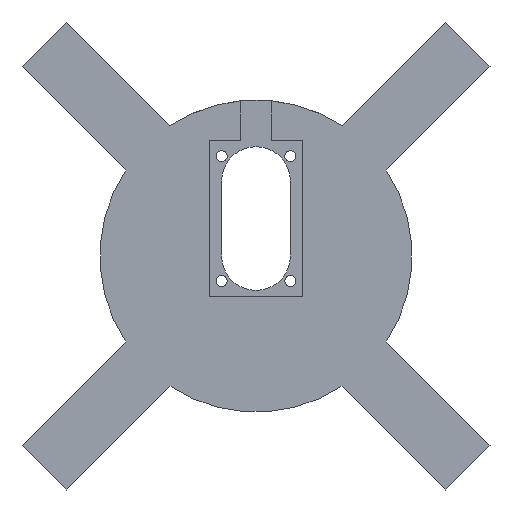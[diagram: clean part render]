
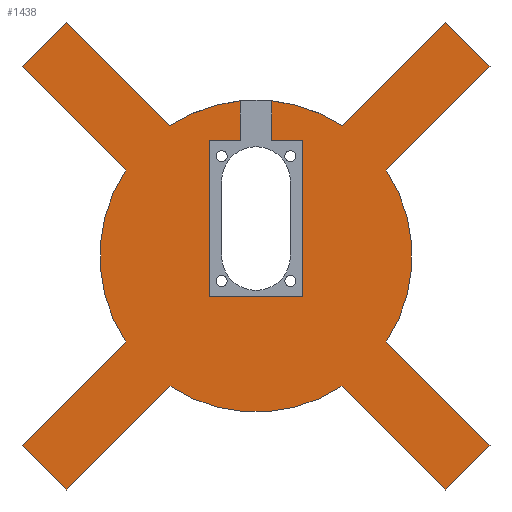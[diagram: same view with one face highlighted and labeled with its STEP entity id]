
A CAD part, front view. The second image highlights one B-rep face of the part: STEP entity #1438.
In plain terms, the highlighted planar face has unit normal (0, -1, 0).
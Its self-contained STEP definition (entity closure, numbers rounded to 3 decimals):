
#37=CIRCLE('',#1485,50.);
#38=CIRCLE('',#1487,50.);
#39=CIRCLE('',#1491,50.);
#41=CIRCLE('',#1493,50.);
#42=CIRCLE('',#1497,50.);
#156=FACE_OUTER_BOUND('',#254,.T.);
#254=EDGE_LOOP('',(#1279,#1280,#1281,#1282,#1283,#1284,#1285,#1286,#1287,
#1288,#1289,#1290,#1291,#1292,#1293,#1294,#1295,#1296,#1297,#1298,#1299,
#1300,#1301,#1302));
#296=LINE('',#2022,#462);
#321=LINE('',#2088,#487);
#327=LINE('',#2100,#493);
#333=LINE('',#2112,#499);
#336=LINE('',#2118,#502);
#338=LINE('',#2121,#504);
#341=LINE('',#2132,#507);
#343=LINE('',#2135,#509);
#347=LINE('',#2149,#513);
#348=LINE('',#2151,#514);
#351=LINE('',#2159,#517);
#352=LINE('',#2161,#518);
#353=LINE('',#2164,#519);
#356=LINE('',#2170,#522);
#359=LINE('',#2176,#525);
#362=LINE('',#2182,#528);
#365=LINE('',#2188,#531);
#368=LINE('',#2194,#534);
#371=LINE('',#2199,#537);
#462=VECTOR('',#1629,10.);
#487=VECTOR('',#1676,10.);
#493=VECTOR('',#1686,10.);
#499=VECTOR('',#1696,10.);
#502=VECTOR('',#1701,10.);
#504=VECTOR('',#1705,10.);
#507=VECTOR('',#1718,10.);
#509=VECTOR('',#1722,10.);
#513=VECTOR('',#1736,10.);
#514=VECTOR('',#1739,10.);
#517=VECTOR('',#1748,10.);
#518=VECTOR('',#1751,10.);
#519=VECTOR('',#1754,10.);
#522=VECTOR('',#1759,10.);
#525=VECTOR('',#1764,10.);
#528=VECTOR('',#1769,10.);
#531=VECTOR('',#1774,10.);
#534=VECTOR('',#1779,10.);
#537=VECTOR('',#1784,10.);
#615=VERTEX_POINT('',#2019);
#616=VERTEX_POINT('',#2021);
#645=VERTEX_POINT('',#2085);
#646=VERTEX_POINT('',#2087);
#649=VERTEX_POINT('',#2097);
#650=VERTEX_POINT('',#2099);
#653=VERTEX_POINT('',#2109);
#654=VERTEX_POINT('',#2111);
#655=VERTEX_POINT('',#2115);
#656=VERTEX_POINT('',#2117);
#657=VERTEX_POINT('',#2123);
#658=VERTEX_POINT('',#2129);
#659=VERTEX_POINT('',#2131);
#660=VERTEX_POINT('',#2137);
#663=VERTEX_POINT('',#2143);
#664=VERTEX_POINT('',#2147);
#665=VERTEX_POINT('',#2153);
#666=VERTEX_POINT('',#2157);
#667=VERTEX_POINT('',#2163);
#669=VERTEX_POINT('',#2169);
#671=VERTEX_POINT('',#2175);
#673=VERTEX_POINT('',#2181);
#675=VERTEX_POINT('',#2187);
#677=VERTEX_POINT('',#2193);
#756=EDGE_CURVE('',#616,#615,#296,.T.);
#789=EDGE_CURVE('',#646,#645,#321,.T.);
#795=EDGE_CURVE('',#650,#649,#327,.T.);
#801=EDGE_CURVE('',#654,#653,#333,.T.);
#804=EDGE_CURVE('',#656,#655,#336,.T.);
#806=EDGE_CURVE('',#655,#616,#338,.T.);
#808=EDGE_CURVE('',#657,#615,#37,.T.);
#809=EDGE_CURVE('',#656,#645,#38,.T.);
#811=EDGE_CURVE('',#659,#658,#341,.T.);
#813=EDGE_CURVE('',#658,#646,#343,.T.);
#814=EDGE_CURVE('',#659,#660,#39,.T.);
#818=EDGE_CURVE('',#663,#649,#41,.T.);
#820=EDGE_CURVE('',#657,#664,#347,.T.);
#821=EDGE_CURVE('',#664,#654,#348,.T.);
#823=EDGE_CURVE('',#665,#653,#42,.T.);
#825=EDGE_CURVE('',#665,#666,#351,.T.);
#826=EDGE_CURVE('',#666,#650,#352,.T.);
#827=EDGE_CURVE('',#663,#667,#353,.T.);
#830=EDGE_CURVE('',#669,#660,#356,.T.);
#833=EDGE_CURVE('',#671,#669,#359,.T.);
#836=EDGE_CURVE('',#673,#671,#362,.T.);
#839=EDGE_CURVE('',#675,#673,#365,.T.);
#842=EDGE_CURVE('',#677,#675,#368,.T.);
#845=EDGE_CURVE('',#667,#677,#371,.T.);
#1279=ORIENTED_EDGE('',*,*,#808,.F.);
#1280=ORIENTED_EDGE('',*,*,#820,.T.);
#1281=ORIENTED_EDGE('',*,*,#821,.T.);
#1282=ORIENTED_EDGE('',*,*,#801,.T.);
#1283=ORIENTED_EDGE('',*,*,#823,.F.);
#1284=ORIENTED_EDGE('',*,*,#825,.T.);
#1285=ORIENTED_EDGE('',*,*,#826,.T.);
#1286=ORIENTED_EDGE('',*,*,#795,.T.);
#1287=ORIENTED_EDGE('',*,*,#818,.F.);
#1288=ORIENTED_EDGE('',*,*,#827,.T.);
#1289=ORIENTED_EDGE('',*,*,#845,.T.);
#1290=ORIENTED_EDGE('',*,*,#842,.T.);
#1291=ORIENTED_EDGE('',*,*,#839,.T.);
#1292=ORIENTED_EDGE('',*,*,#836,.T.);
#1293=ORIENTED_EDGE('',*,*,#833,.T.);
#1294=ORIENTED_EDGE('',*,*,#830,.T.);
#1295=ORIENTED_EDGE('',*,*,#814,.F.);
#1296=ORIENTED_EDGE('',*,*,#811,.T.);
#1297=ORIENTED_EDGE('',*,*,#813,.T.);
#1298=ORIENTED_EDGE('',*,*,#789,.T.);
#1299=ORIENTED_EDGE('',*,*,#809,.F.);
#1300=ORIENTED_EDGE('',*,*,#804,.T.);
#1301=ORIENTED_EDGE('',*,*,#806,.T.);
#1302=ORIENTED_EDGE('',*,*,#756,.T.);
#1363=PLANE('',#1557);
#1438=ADVANCED_FACE('',(#156),#1363,.F.);
#1485=AXIS2_PLACEMENT_3D('',#2125,#1709,#1710);
#1487=AXIS2_PLACEMENT_3D('',#2127,#1713,#1714);
#1491=AXIS2_PLACEMENT_3D('',#2138,#1725,#1726);
#1493=AXIS2_PLACEMENT_3D('',#2145,#1731,#1732);
#1497=AXIS2_PLACEMENT_3D('',#2155,#1743,#1744);
#1557=AXIS2_PLACEMENT_3D('',#2335,#1934,#1935);
#1629=DIRECTION('',(0.707,0.,0.707));
#1676=DIRECTION('',(0.707,0.,-0.707));
#1686=DIRECTION('',(-0.707,0.,-0.707));
#1696=DIRECTION('',(-0.707,0.,0.707));
#1701=DIRECTION('',(-0.707,0.,-0.707));
#1705=DIRECTION('',(0.707,0.,-0.707));
#1709=DIRECTION('center_axis',(0.,1.,0.));
#1710=DIRECTION('ref_axis',(1.,0.,0.));
#1713=DIRECTION('center_axis',(0.,1.,0.));
#1714=DIRECTION('ref_axis',(1.,0.,0.));
#1718=DIRECTION('',(-0.707,0.,0.707));
#1722=DIRECTION('',(-0.707,0.,-0.707));
#1725=DIRECTION('center_axis',(0.,1.,0.));
#1726=DIRECTION('ref_axis',(1.,0.,0.));
#1731=DIRECTION('center_axis',(0.,1.,0.));
#1732=DIRECTION('ref_axis',(1.,0.,0.));
#1736=DIRECTION('',(0.707,0.,-0.707));
#1739=DIRECTION('',(0.707,0.,0.707));
#1743=DIRECTION('center_axis',(0.,1.,0.));
#1744=DIRECTION('ref_axis',(1.,0.,0.));
#1748=DIRECTION('',(0.707,0.,0.707));
#1751=DIRECTION('',(-0.707,0.,0.707));
#1754=DIRECTION('',(0.,0.,-1.));
#1759=DIRECTION('',(0.,0.,1.));
#1764=DIRECTION('',(1.,0.,0.));
#1769=DIRECTION('',(0.,0.,1.));
#1774=DIRECTION('',(-1.,0.,0.));
#1779=DIRECTION('',(0.,0.,-1.));
#1784=DIRECTION('',(1.,0.,0.));
#1934=DIRECTION('center_axis',(0.,1.,0.));
#1935=DIRECTION('ref_axis',(1.,0.,0.));
#2019=CARTESIAN_POINT('',(-27.57,0.,-41.712));
#2021=CARTESIAN_POINT('',(-60.842,0.,-74.984));
#2022=CARTESIAN_POINT('',(-26.194,0.,-40.336));
#2085=CARTESIAN_POINT('',(-41.712,0.,27.57));
#2087=CARTESIAN_POINT('',(-74.984,0.,60.842));
#2088=CARTESIAN_POINT('',(-40.336,0.,26.194));
#2097=CARTESIAN_POINT('',(27.57,0.,41.712));
#2099=CARTESIAN_POINT('',(60.842,0.,74.984));
#2100=CARTESIAN_POINT('',(26.194,0.,40.336));
#2109=CARTESIAN_POINT('',(41.712,0.,-27.57));
#2111=CARTESIAN_POINT('',(74.984,0.,-60.842));
#2112=CARTESIAN_POINT('',(40.336,0.,-26.194));
#2115=CARTESIAN_POINT('',(-74.984,0.,-60.842));
#2117=CARTESIAN_POINT('',(-41.712,0.,-27.57));
#2118=CARTESIAN_POINT('',(-40.336,0.,-26.194));
#2121=CARTESIAN_POINT('',(-67.913,0.,-67.913));
#2123=CARTESIAN_POINT('',(27.57,0.,-41.712));
#2125=CARTESIAN_POINT('Origin',(0.,0.,0.));
#2127=CARTESIAN_POINT('Origin',(0.,0.,0.));
#2129=CARTESIAN_POINT('',(-60.842,0.,74.984));
#2131=CARTESIAN_POINT('',(-27.57,0.,41.712));
#2132=CARTESIAN_POINT('',(-26.194,0.,40.336));
#2135=CARTESIAN_POINT('',(-74.984,0.,60.842));
#2137=CARTESIAN_POINT('',(-5.,0.,49.749));
#2138=CARTESIAN_POINT('Origin',(0.,0.,0.));
#2143=CARTESIAN_POINT('',(5.,0.,49.749));
#2145=CARTESIAN_POINT('Origin',(0.,0.,0.));
#2147=CARTESIAN_POINT('',(60.842,0.,-74.984));
#2149=CARTESIAN_POINT('',(26.194,0.,-40.336));
#2151=CARTESIAN_POINT('',(74.984,0.,-60.842));
#2153=CARTESIAN_POINT('',(41.712,0.,27.57));
#2155=CARTESIAN_POINT('Origin',(0.,0.,0.));
#2157=CARTESIAN_POINT('',(74.984,0.,60.842));
#2159=CARTESIAN_POINT('',(40.336,0.,26.194));
#2161=CARTESIAN_POINT('',(67.913,0.,67.913));
#2163=CARTESIAN_POINT('',(5.,0.,37.));
#2164=CARTESIAN_POINT('',(5.,0.,24.875));
#2169=CARTESIAN_POINT('',(-5.,0.,37.));
#2170=CARTESIAN_POINT('',(-5.,0.,18.5));
#2175=CARTESIAN_POINT('',(-15.,0.,37.));
#2176=CARTESIAN_POINT('',(-7.5,0.,37.));
#2181=CARTESIAN_POINT('',(-15.,0.,-13.));
#2182=CARTESIAN_POINT('',(-15.,0.,-6.5));
#2187=CARTESIAN_POINT('',(15.,0.,-13.));
#2188=CARTESIAN_POINT('',(7.5,0.,-13.));
#2193=CARTESIAN_POINT('',(15.,0.,37.));
#2194=CARTESIAN_POINT('',(15.,0.,18.5));
#2199=CARTESIAN_POINT('',(2.5,0.,37.));
#2335=CARTESIAN_POINT('Origin',(0.,0.,0.));
